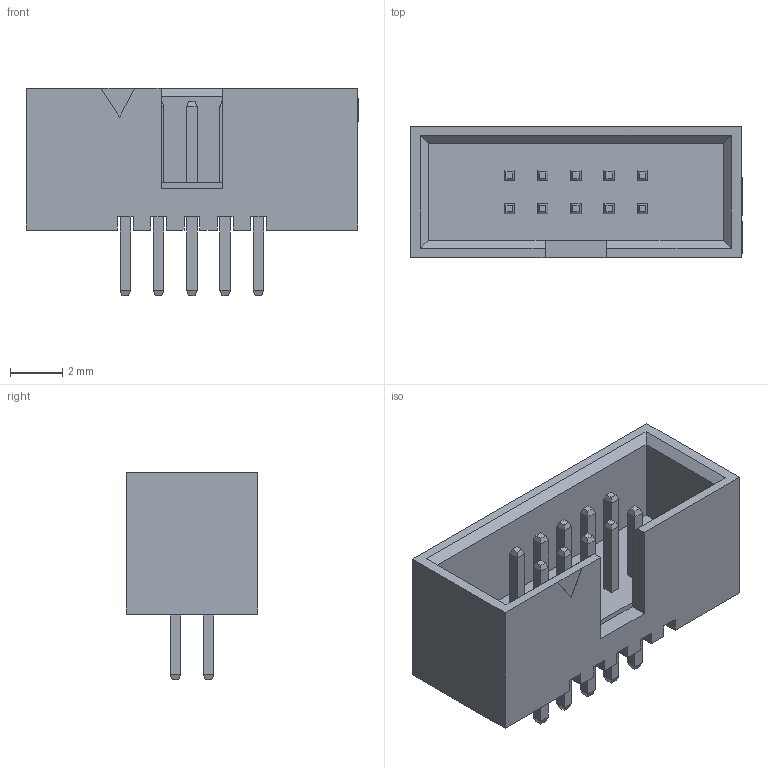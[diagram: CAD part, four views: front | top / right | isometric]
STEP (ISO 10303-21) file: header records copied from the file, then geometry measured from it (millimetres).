
FILE_DESCRIPTION (( 'STEP AP214' ), '1' );
FILE_NAME ('IDC-TH_10P-P1.27-X1270WV-2X05A-6TV01.STEP', '2022-07-05T00:11:48', ( 'PC' ), ( 'Microsoft' ), 'SwSTEP 2.0', 'SolidWorks 2020', '' );
FILE_SCHEMA (( 'AUTOMOTIVE_DESIGN' ));
Length unit declared in the file: millimetre
Products named in the file (1): IDC-TH_10P-P1.27-X1270WV-2X05A-6TV01
Bounding box: 12.66 x 5 x 7.9 mm (x, y, z)
Volume: 186.7 mm3; surface area: 525.1 mm2
Topology: 1 solids, 1 shells, 448 faces, 1135 edges, 728 vertices
Faces by surface type: plane 350, bspline 98
Entity records: 18661 total; most frequent: CARTESIAN_POINT 3642, ORIENTED_EDGE 2270, DIRECTION 1633, EDGE_CURVE 1135, VECTOR 931, LINE 931, VERTEX_POINT 728, EDGE_LOOP 487
